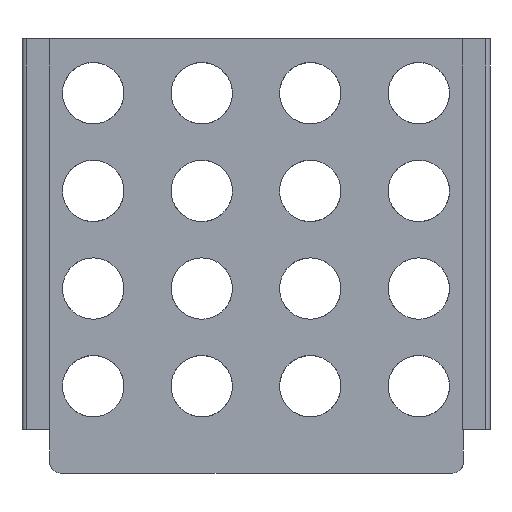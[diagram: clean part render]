
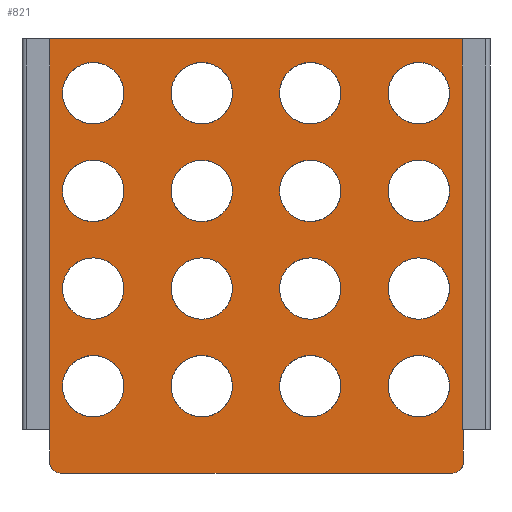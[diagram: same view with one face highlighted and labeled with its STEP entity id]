
A CAD part, front view. The second image highlights one B-rep face of the part: STEP entity #821.
In plain terms, the highlighted planar face has unit normal (0, -1, 0).
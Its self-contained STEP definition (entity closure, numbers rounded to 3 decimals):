
#31=FACE_BOUND('',#147,.T.);
#32=FACE_BOUND('',#148,.T.);
#33=FACE_BOUND('',#149,.T.);
#34=FACE_BOUND('',#150,.T.);
#35=FACE_BOUND('',#151,.T.);
#36=FACE_BOUND('',#152,.T.);
#37=FACE_BOUND('',#153,.T.);
#38=FACE_BOUND('',#154,.T.);
#39=FACE_BOUND('',#155,.T.);
#40=FACE_BOUND('',#156,.T.);
#41=FACE_BOUND('',#157,.T.);
#42=FACE_BOUND('',#158,.T.);
#43=FACE_BOUND('',#159,.T.);
#44=FACE_BOUND('',#160,.T.);
#45=FACE_BOUND('',#161,.T.);
#46=FACE_BOUND('',#162,.T.);
#58=PLANE('',#936);
#94=FACE_OUTER_BOUND('',#146,.T.);
#146=EDGE_LOOP('',(#725,#726,#727,#728,#729,#730,#731,#732,#733));
#147=EDGE_LOOP('',(#734));
#148=EDGE_LOOP('',(#735));
#149=EDGE_LOOP('',(#736));
#150=EDGE_LOOP('',(#737));
#151=EDGE_LOOP('',(#738));
#152=EDGE_LOOP('',(#739));
#153=EDGE_LOOP('',(#740));
#154=EDGE_LOOP('',(#741));
#155=EDGE_LOOP('',(#742));
#156=EDGE_LOOP('',(#743));
#157=EDGE_LOOP('',(#744));
#158=EDGE_LOOP('',(#745));
#159=EDGE_LOOP('',(#746));
#160=EDGE_LOOP('',(#747));
#161=EDGE_LOOP('',(#748));
#162=EDGE_LOOP('',(#749));
#175=LINE('',#1289,#230);
#181=LINE('',#1315,#236);
#183=LINE('',#1319,#238);
#210=LINE('',#1409,#265);
#216=LINE('',#1423,#271);
#219=LINE('',#1432,#274);
#220=LINE('',#1433,#275);
#230=VECTOR('',#1031,10.);
#236=VECTOR('',#1047,10.);
#238=VECTOR('',#1051,10.);
#265=VECTOR('',#1154,10.);
#271=VECTOR('',#1168,10.);
#274=VECTOR('',#1179,10.);
#275=VECTOR('',#1180,10.);
#278=CIRCLE('',#846,0.5);
#314=CIRCLE('',#886,0.5);
#316=CIRCLE('',#894,1.414);
#317=CIRCLE('',#896,1.414);
#318=CIRCLE('',#898,1.414);
#319=CIRCLE('',#900,1.414);
#320=CIRCLE('',#902,1.414);
#321=CIRCLE('',#904,1.414);
#322=CIRCLE('',#906,1.414);
#323=CIRCLE('',#908,1.414);
#324=CIRCLE('',#910,1.414);
#325=CIRCLE('',#912,1.414);
#326=CIRCLE('',#914,1.414);
#327=CIRCLE('',#916,1.414);
#328=CIRCLE('',#918,1.414);
#329=CIRCLE('',#920,1.414);
#330=CIRCLE('',#922,1.414);
#331=CIRCLE('',#924,1.414);
#338=VERTEX_POINT('',#1191);
#339=VERTEX_POINT('',#1193);
#380=VERTEX_POINT('',#1288);
#381=VERTEX_POINT('',#1292);
#382=VERTEX_POINT('',#1293);
#386=VERTEX_POINT('',#1317);
#391=VERTEX_POINT('',#1333);
#392=VERTEX_POINT('',#1337);
#393=VERTEX_POINT('',#1341);
#394=VERTEX_POINT('',#1345);
#395=VERTEX_POINT('',#1349);
#396=VERTEX_POINT('',#1353);
#397=VERTEX_POINT('',#1357);
#398=VERTEX_POINT('',#1361);
#399=VERTEX_POINT('',#1365);
#400=VERTEX_POINT('',#1369);
#401=VERTEX_POINT('',#1373);
#402=VERTEX_POINT('',#1377);
#403=VERTEX_POINT('',#1381);
#404=VERTEX_POINT('',#1385);
#405=VERTEX_POINT('',#1389);
#406=VERTEX_POINT('',#1393);
#411=VERTEX_POINT('',#1407);
#415=VERTEX_POINT('',#1421);
#417=VERTEX_POINT('',#1431);
#420=EDGE_CURVE('',#338,#339,#278,.T.);
#464=EDGE_CURVE('',#380,#339,#175,.T.);
#466=EDGE_CURVE('',#381,#382,#314,.T.);
#473=EDGE_CURVE('',#382,#338,#181,.T.);
#475=EDGE_CURVE('',#381,#386,#183,.T.);
#483=EDGE_CURVE('',#391,#391,#316,.T.);
#485=EDGE_CURVE('',#392,#392,#317,.T.);
#487=EDGE_CURVE('',#393,#393,#318,.T.);
#489=EDGE_CURVE('',#394,#394,#319,.T.);
#491=EDGE_CURVE('',#395,#395,#320,.T.);
#493=EDGE_CURVE('',#396,#396,#321,.T.);
#495=EDGE_CURVE('',#397,#397,#322,.T.);
#497=EDGE_CURVE('',#398,#398,#323,.T.);
#499=EDGE_CURVE('',#399,#399,#324,.T.);
#501=EDGE_CURVE('',#400,#400,#325,.T.);
#503=EDGE_CURVE('',#401,#401,#326,.T.);
#505=EDGE_CURVE('',#402,#402,#327,.T.);
#507=EDGE_CURVE('',#403,#403,#328,.T.);
#509=EDGE_CURVE('',#404,#404,#329,.T.);
#511=EDGE_CURVE('',#405,#405,#330,.T.);
#513=EDGE_CURVE('',#406,#406,#331,.T.);
#520=EDGE_CURVE('',#386,#411,#210,.T.);
#527=EDGE_CURVE('',#411,#415,#216,.T.);
#531=EDGE_CURVE('',#417,#415,#219,.T.);
#532=EDGE_CURVE('',#380,#417,#220,.T.);
#725=ORIENTED_EDGE('',*,*,#420,.F.);
#726=ORIENTED_EDGE('',*,*,#473,.F.);
#727=ORIENTED_EDGE('',*,*,#466,.F.);
#728=ORIENTED_EDGE('',*,*,#475,.T.);
#729=ORIENTED_EDGE('',*,*,#520,.T.);
#730=ORIENTED_EDGE('',*,*,#527,.T.);
#731=ORIENTED_EDGE('',*,*,#531,.F.);
#732=ORIENTED_EDGE('',*,*,#532,.F.);
#733=ORIENTED_EDGE('',*,*,#464,.T.);
#734=ORIENTED_EDGE('',*,*,#483,.T.);
#735=ORIENTED_EDGE('',*,*,#485,.T.);
#736=ORIENTED_EDGE('',*,*,#487,.T.);
#737=ORIENTED_EDGE('',*,*,#489,.T.);
#738=ORIENTED_EDGE('',*,*,#491,.T.);
#739=ORIENTED_EDGE('',*,*,#493,.T.);
#740=ORIENTED_EDGE('',*,*,#495,.T.);
#741=ORIENTED_EDGE('',*,*,#497,.T.);
#742=ORIENTED_EDGE('',*,*,#499,.T.);
#743=ORIENTED_EDGE('',*,*,#501,.T.);
#744=ORIENTED_EDGE('',*,*,#503,.T.);
#745=ORIENTED_EDGE('',*,*,#505,.T.);
#746=ORIENTED_EDGE('',*,*,#507,.T.);
#747=ORIENTED_EDGE('',*,*,#509,.T.);
#748=ORIENTED_EDGE('',*,*,#511,.T.);
#749=ORIENTED_EDGE('',*,*,#513,.T.);
#821=ADVANCED_FACE('',(#94,#31,#32,#33,#34,#35,#36,#37,#38,#39,#40,#41,
#42,#43,#44,#45,#46),#58,.T.);
#846=AXIS2_PLACEMENT_3D('',#1194,#946,#947);
#886=AXIS2_PLACEMENT_3D('',#1294,#1035,#1036);
#894=AXIS2_PLACEMENT_3D('',#1335,#1065,#1066);
#896=AXIS2_PLACEMENT_3D('',#1339,#1070,#1071);
#898=AXIS2_PLACEMENT_3D('',#1343,#1075,#1076);
#900=AXIS2_PLACEMENT_3D('',#1347,#1080,#1081);
#902=AXIS2_PLACEMENT_3D('',#1351,#1085,#1086);
#904=AXIS2_PLACEMENT_3D('',#1355,#1090,#1091);
#906=AXIS2_PLACEMENT_3D('',#1359,#1095,#1096);
#908=AXIS2_PLACEMENT_3D('',#1363,#1100,#1101);
#910=AXIS2_PLACEMENT_3D('',#1367,#1105,#1106);
#912=AXIS2_PLACEMENT_3D('',#1371,#1110,#1111);
#914=AXIS2_PLACEMENT_3D('',#1375,#1115,#1116);
#916=AXIS2_PLACEMENT_3D('',#1379,#1120,#1121);
#918=AXIS2_PLACEMENT_3D('',#1383,#1125,#1126);
#920=AXIS2_PLACEMENT_3D('',#1387,#1130,#1131);
#922=AXIS2_PLACEMENT_3D('',#1391,#1135,#1136);
#924=AXIS2_PLACEMENT_3D('',#1395,#1140,#1141);
#936=AXIS2_PLACEMENT_3D('',#1430,#1177,#1178);
#946=DIRECTION('center_axis',(0.,1.,0.));
#947=DIRECTION('ref_axis',(-0.707,0.,-0.707));
#1031=DIRECTION('',(0.,0.,-1.));
#1035=DIRECTION('center_axis',(0.,1.,0.));
#1036=DIRECTION('ref_axis',(0.707,0.,-0.707));
#1047=DIRECTION('',(-1.,0.,0.));
#1051=DIRECTION('',(0.,0.,1.));
#1065=DIRECTION('center_axis',(0.,1.,0.));
#1066=DIRECTION('ref_axis',(1.,0.,0.));
#1070=DIRECTION('center_axis',(0.,1.,0.));
#1071=DIRECTION('ref_axis',(1.,0.,0.));
#1075=DIRECTION('center_axis',(0.,1.,0.));
#1076=DIRECTION('ref_axis',(1.,0.,0.));
#1080=DIRECTION('center_axis',(0.,1.,0.));
#1081=DIRECTION('ref_axis',(1.,0.,0.));
#1085=DIRECTION('center_axis',(0.,1.,0.));
#1086=DIRECTION('ref_axis',(1.,0.,0.));
#1090=DIRECTION('center_axis',(0.,1.,0.));
#1091=DIRECTION('ref_axis',(1.,0.,0.));
#1095=DIRECTION('center_axis',(0.,1.,0.));
#1096=DIRECTION('ref_axis',(1.,0.,0.));
#1100=DIRECTION('center_axis',(0.,1.,0.));
#1101=DIRECTION('ref_axis',(1.,0.,0.));
#1105=DIRECTION('center_axis',(0.,1.,0.));
#1106=DIRECTION('ref_axis',(1.,0.,0.));
#1110=DIRECTION('center_axis',(0.,1.,0.));
#1111=DIRECTION('ref_axis',(1.,0.,0.));
#1115=DIRECTION('center_axis',(0.,1.,0.));
#1116=DIRECTION('ref_axis',(1.,0.,0.));
#1120=DIRECTION('center_axis',(0.,1.,0.));
#1121=DIRECTION('ref_axis',(1.,0.,0.));
#1125=DIRECTION('center_axis',(0.,1.,0.));
#1126=DIRECTION('ref_axis',(1.,0.,0.));
#1130=DIRECTION('center_axis',(0.,1.,0.));
#1131=DIRECTION('ref_axis',(1.,0.,0.));
#1135=DIRECTION('center_axis',(0.,1.,0.));
#1136=DIRECTION('ref_axis',(1.,0.,0.));
#1140=DIRECTION('center_axis',(0.,1.,0.));
#1141=DIRECTION('ref_axis',(1.,0.,0.));
#1154=DIRECTION('',(-1.,0.,0.));
#1168=DIRECTION('',(0.,0.,1.));
#1177=DIRECTION('center_axis',(0.,-1.,0.));
#1178=DIRECTION('ref_axis',(1.,0.,0.));
#1179=DIRECTION('',(1.,0.,0.));
#1180=DIRECTION('',(0.,0.,1.));
#1191=CARTESIAN_POINT('',(0.5,1.9,0.));
#1193=CARTESIAN_POINT('',(0.,1.9,0.5));
#1194=CARTESIAN_POINT('Origin',(0.5,1.9,0.5));
#1288=CARTESIAN_POINT('',(0.,1.9,2.));
#1289=CARTESIAN_POINT('',(0.,1.9,1.));
#1292=CARTESIAN_POINT('',(19.055,1.9,0.5));
#1293=CARTESIAN_POINT('',(18.555,1.9,0.));
#1294=CARTESIAN_POINT('Origin',(18.555,1.9,0.5));
#1315=CARTESIAN_POINT('',(4.43,1.9,0.));
#1317=CARTESIAN_POINT('',(19.055,1.9,2.));
#1319=CARTESIAN_POINT('',(19.055,1.9,0.));
#1333=CARTESIAN_POINT('',(10.586,1.9,4.));
#1335=CARTESIAN_POINT('Origin',(12.,1.9,4.));
#1337=CARTESIAN_POINT('',(5.586,1.9,8.5));
#1339=CARTESIAN_POINT('Origin',(7.,1.9,8.5));
#1341=CARTESIAN_POINT('',(10.586,1.9,13.));
#1343=CARTESIAN_POINT('Origin',(12.,1.9,13.));
#1345=CARTESIAN_POINT('',(5.586,1.9,17.5));
#1347=CARTESIAN_POINT('Origin',(7.,1.9,17.5));
#1349=CARTESIAN_POINT('',(10.586,1.9,17.5));
#1351=CARTESIAN_POINT('Origin',(12.,1.9,17.5));
#1353=CARTESIAN_POINT('',(5.586,1.9,13.));
#1355=CARTESIAN_POINT('Origin',(7.,1.9,13.));
#1357=CARTESIAN_POINT('',(10.586,1.9,8.5));
#1359=CARTESIAN_POINT('Origin',(12.,1.9,8.5));
#1361=CARTESIAN_POINT('',(5.586,1.9,4.));
#1363=CARTESIAN_POINT('Origin',(7.,1.9,4.));
#1365=CARTESIAN_POINT('',(15.586,1.9,4.));
#1367=CARTESIAN_POINT('Origin',(17.,1.9,4.));
#1369=CARTESIAN_POINT('',(0.586,1.9,8.5));
#1371=CARTESIAN_POINT('Origin',(2.,1.9,8.5));
#1373=CARTESIAN_POINT('',(15.586,1.9,13.));
#1375=CARTESIAN_POINT('Origin',(17.,1.9,13.));
#1377=CARTESIAN_POINT('',(0.586,1.9,17.5));
#1379=CARTESIAN_POINT('Origin',(2.,1.9,17.5));
#1381=CARTESIAN_POINT('',(15.586,1.9,17.5));
#1383=CARTESIAN_POINT('Origin',(17.,1.9,17.5));
#1385=CARTESIAN_POINT('',(0.586,1.9,13.));
#1387=CARTESIAN_POINT('Origin',(2.,1.9,13.));
#1389=CARTESIAN_POINT('',(15.586,1.9,8.5));
#1391=CARTESIAN_POINT('Origin',(17.,1.9,8.5));
#1393=CARTESIAN_POINT('',(0.586,1.9,4.));
#1395=CARTESIAN_POINT('Origin',(2.,1.9,4.));
#1407=CARTESIAN_POINT('',(19.,1.9,2.));
#1409=CARTESIAN_POINT('',(20.281,1.9,2.));
#1421=CARTESIAN_POINT('',(19.,1.9,20.));
#1423=CARTESIAN_POINT('',(19.,1.9,0.));
#1430=CARTESIAN_POINT('Origin',(0.,1.9,0.));
#1431=CARTESIAN_POINT('',(0.,1.9,20.));
#1432=CARTESIAN_POINT('',(0.,1.9,20.));
#1433=CARTESIAN_POINT('',(0.,1.9,0.));
